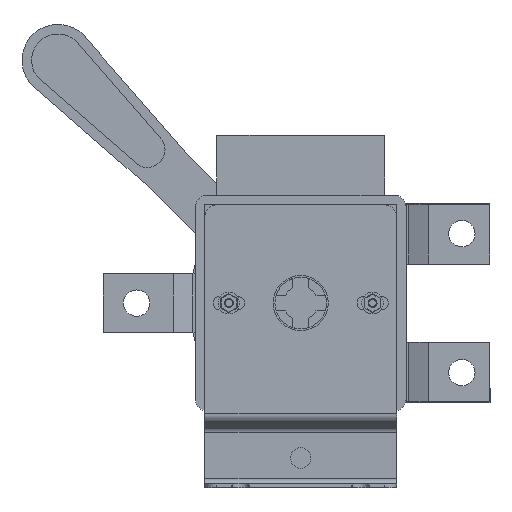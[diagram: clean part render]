
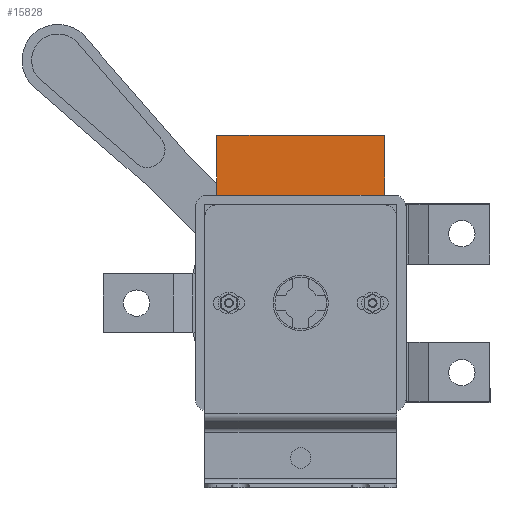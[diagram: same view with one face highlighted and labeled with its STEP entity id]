
A CAD part, left-side view. The second image highlights one B-rep face of the part: STEP entity #15828.
In plain terms, the highlighted planar face has unit normal (-1, 0, 0).
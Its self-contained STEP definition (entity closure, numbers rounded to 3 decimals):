
#121 = LINE ( 'NONE', #17639, #14014 ) ;
#391 = ORIENTED_EDGE ( 'NONE', *, *, #5383, .F. ) ;
#728 = LINE ( 'NONE', #5998, #17609 ) ;
#1443 = CARTESIAN_POINT ( 'NONE',  ( -53., 27., 104.2 ) ) ;
#2370 = VECTOR ( 'NONE', #11138, 1000. ) ;
#3026 = CARTESIAN_POINT ( 'NONE',  ( -53., 35., 122. ) ) ;
#3077 = EDGE_CURVE ( 'NONE', #24223, #17139, #121, .T. ) ;
#3177 = VECTOR ( 'NONE', #11176, 1000. ) ;
#3837 = LINE ( 'NONE', #18813, #2370 ) ;
#4675 = CARTESIAN_POINT ( 'NONE',  ( -53., -35., 147. ) ) ;
#5383 = EDGE_CURVE ( 'NONE', #9038, #15429, #3837, .T. ) ;
#5465 = ORIENTED_EDGE ( 'NONE', *, *, #17379, .F. ) ;
#5998 = CARTESIAN_POINT ( 'NONE',  ( -53., -35., 122. ) ) ;
#6319 = DIRECTION ( 'NONE',  ( 1., 0., 0. ) ) ;
#6486 = EDGE_CURVE ( 'NONE', #11569, #24223, #13090, .T. ) ;
#6672 = VERTEX_POINT ( 'NONE', #17420 ) ;
#7236 = ORIENTED_EDGE ( 'NONE', *, *, #23072, .F. ) ;
#7676 = VERTEX_POINT ( 'NONE', #21501 ) ;
#8347 = CARTESIAN_POINT ( 'NONE',  ( -53., 0., 0. ) ) ;
#8423 = LINE ( 'NONE', #9846, #11895 ) ;
#8850 = VECTOR ( 'NONE', #13947, 1000. ) ;
#9038 = VERTEX_POINT ( 'NONE', #11563 ) ;
#9244 = CARTESIAN_POINT ( 'NONE',  ( -53., -27., 122. ) ) ;
#9364 = LINE ( 'NONE', #17283, #23981 ) ;
#9584 = ORIENTED_EDGE ( 'NONE', *, *, #14125, .F. ) ;
#9846 = CARTESIAN_POINT ( 'NONE',  ( -53., -35., 147. ) ) ;
#10020 = PLANE ( 'NONE',  #11100 ) ;
#10325 = DIRECTION ( 'NONE',  ( 0., 1., 0. ) ) ;
#11100 = AXIS2_PLACEMENT_3D ( 'NONE', #8347, #6319, #14107 ) ;
#11138 = DIRECTION ( 'NONE',  ( 0., -1., 0. ) ) ;
#11176 = DIRECTION ( 'NONE',  ( 0., 0., -1. ) ) ;
#11415 = EDGE_CURVE ( 'NONE', #15429, #7676, #8423, .T. ) ;
#11563 = CARTESIAN_POINT ( 'NONE',  ( -53., 35., 147. ) ) ;
#11569 = VERTEX_POINT ( 'NONE', #22238 ) ;
#11895 = VECTOR ( 'NONE', #20060, 1000. ) ;
#13090 = LINE ( 'NONE', #9244, #3177 ) ;
#13457 = DIRECTION ( 'NONE',  ( 0., 1., 0. ) ) ;
#13926 = EDGE_LOOP ( 'NONE', ( #16148, #9584, #23208, #391, #7236, #5465, #17971, #24812 ) ) ;
#13947 = DIRECTION ( 'NONE',  ( 0., 0., 1. ) ) ;
#14014 = VECTOR ( 'NONE', #23509, 1000. ) ;
#14065 = CARTESIAN_POINT ( 'NONE',  ( -53., -27., 104.2 ) ) ;
#14107 = DIRECTION ( 'NONE',  ( 0., 0., -1. ) ) ;
#14120 = VECTOR ( 'NONE', #20542, 1000. ) ;
#14125 = EDGE_CURVE ( 'NONE', #7676, #11569, #728, .T. ) ;
#15429 = VERTEX_POINT ( 'NONE', #4675 ) ;
#15828 = ADVANCED_FACE ( 'NONE', ( #16021 ), #10020, .F. ) ;
#16021 = FACE_OUTER_BOUND ( 'NONE', #13926, .T. ) ;
#16148 = ORIENTED_EDGE ( 'NONE', *, *, #6486, .F. ) ;
#16251 = CARTESIAN_POINT ( 'NONE',  ( -53., 27., 122. ) ) ;
#17139 = VERTEX_POINT ( 'NONE', #1443 ) ;
#17283 = CARTESIAN_POINT ( 'NONE',  ( -53., 27., 122. ) ) ;
#17379 = EDGE_CURVE ( 'NONE', #25018, #6672, #9364, .T. ) ;
#17420 = CARTESIAN_POINT ( 'NONE',  ( -53., 35., 122. ) ) ;
#17609 = VECTOR ( 'NONE', #10325, 1000. ) ;
#17639 = CARTESIAN_POINT ( 'NONE',  ( -53., -27., 104.2 ) ) ;
#17971 = ORIENTED_EDGE ( 'NONE', *, *, #24100, .F. ) ;
#18813 = CARTESIAN_POINT ( 'NONE',  ( -53., 35., 147. ) ) ;
#19576 = CARTESIAN_POINT ( 'NONE',  ( -53., 27., 104.2 ) ) ;
#20060 = DIRECTION ( 'NONE',  ( 0., 0., -1. ) ) ;
#20542 = DIRECTION ( 'NONE',  ( 0., 0., 1. ) ) ;
#21501 = CARTESIAN_POINT ( 'NONE',  ( -53., -35., 122. ) ) ;
#22238 = CARTESIAN_POINT ( 'NONE',  ( -53., -27., 122. ) ) ;
#23072 = EDGE_CURVE ( 'NONE', #6672, #9038, #23986, .T. ) ;
#23208 = ORIENTED_EDGE ( 'NONE', *, *, #11415, .F. ) ;
#23509 = DIRECTION ( 'NONE',  ( 0., 1., 0. ) ) ;
#23658 = LINE ( 'NONE', #19576, #8850 ) ;
#23981 = VECTOR ( 'NONE', #13457, 1000. ) ;
#23986 = LINE ( 'NONE', #3026, #14120 ) ;
#24100 = EDGE_CURVE ( 'NONE', #17139, #25018, #23658, .T. ) ;
#24223 = VERTEX_POINT ( 'NONE', #14065 ) ;
#24812 = ORIENTED_EDGE ( 'NONE', *, *, #3077, .F. ) ;
#25018 = VERTEX_POINT ( 'NONE', #16251 ) ;
